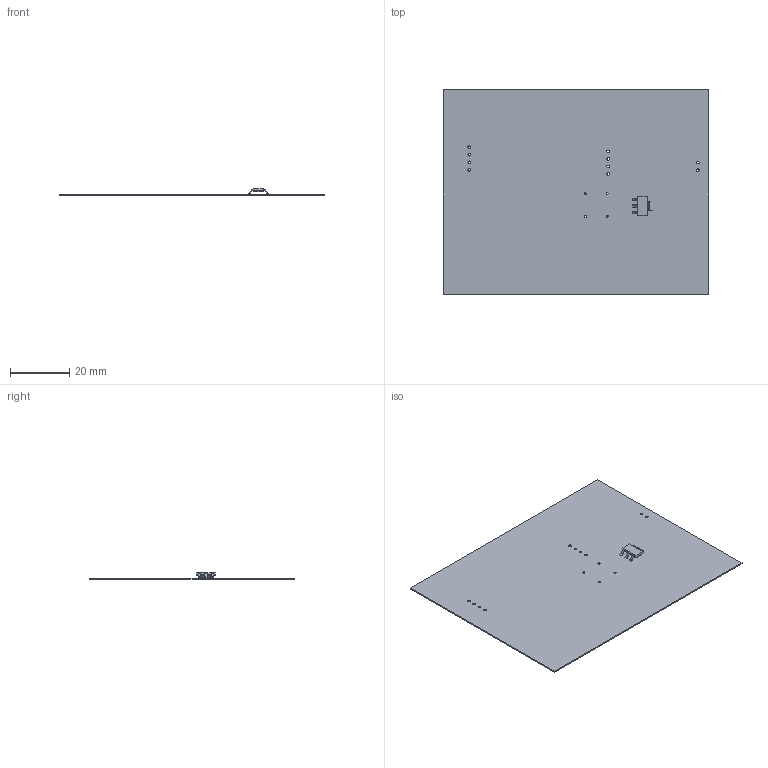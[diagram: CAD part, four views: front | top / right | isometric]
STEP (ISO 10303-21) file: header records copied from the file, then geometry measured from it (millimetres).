
FILE_DESCRIPTION(('Open CASCADE Model'),'2;1');
FILE_NAME('Open CASCADE Shape Model','2025-06-14T19:18:52',('Author'),( 'Open CASCADE'),'Open CASCADE STEP processor 6.8','Open CASCADE 6.8' ,'Unknown');
FILE_SCHEMA(('AUTOMOTIVE_DESIGN { 1 0 10303 214 1 1 1 1 }'));
Length unit declared in the file: millimetre
Products named in the file (5): PCB; Board; Open CASCADE STEP translator 6.8 1.1.1; U1; 5941445472
Assembly tree (4 placements, depth 3):
  PCB
    Board
      Open CASCADE STEP translator 6.8 1.1.1
    U1
      5941445472
Bounding box: 89.53 x 68.83 x 2.21 mm (x, y, z)
Volume: 2557.3 mm3; surface area: 12549.4 mm2
Topology: 6 solids, 6 shells, 86 faces, 218 edges, 144 vertices
Faces by surface type: plane 56, cylinder 30
Full cylindrical faces by diameter (mm): 0.7 x4, 0.9 x10
Entity records: 2767 total; most frequent: DIRECTION 460, CARTESIAN_POINT 453, ORIENTED_EDGE 436, EDGE_CURVE 218, LINE 158, VECTOR 158, AXIS2_PLACEMENT_3D 151, VERTEX_POINT 144
